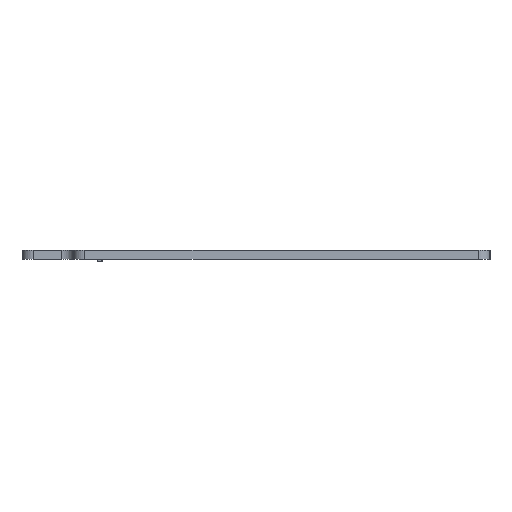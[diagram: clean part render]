
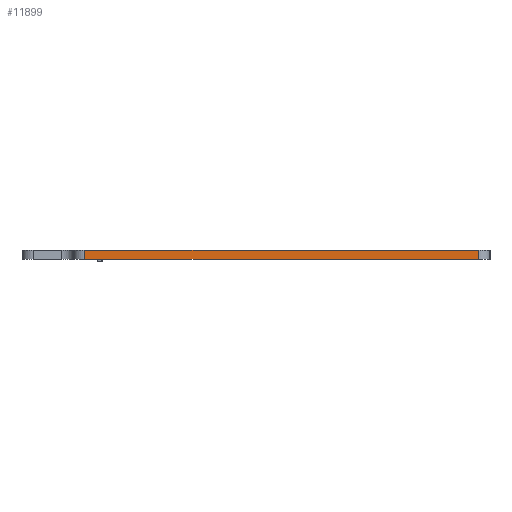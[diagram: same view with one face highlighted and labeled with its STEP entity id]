
A CAD part, left-side view. The second image highlights one B-rep face of the part: STEP entity #11899.
In plain terms, the highlighted planar face has unit normal (-1, 0, 0).
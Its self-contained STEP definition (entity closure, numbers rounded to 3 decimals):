
#2684 = PLANE('',#2685);
#2685 = AXIS2_PLACEMENT_3D('',#2686,#2687,#2688);
#2686 = CARTESIAN_POINT('',(104.25,-9.,1.6));
#2687 = DIRECTION('',(-0.,0.,1.));
#2688 = DIRECTION('',(1.,0.,0.));
#2738 = PLANE('',#2739);
#2739 = AXIS2_PLACEMENT_3D('',#2740,#2741,#2742);
#2740 = CARTESIAN_POINT('',(104.25,-9.,0.));
#2741 = DIRECTION('',(-0.,0.,1.));
#2742 = DIRECTION('',(1.,0.,0.));
#3106 = VERTEX_POINT('',#3107);
#3107 = CARTESIAN_POINT('',(0.,-11.,0.));
#3122 = CYLINDRICAL_SURFACE('',#3123,2.);
#3123 = AXIS2_PLACEMENT_3D('',#3124,#3125,#3126);
#3124 = CARTESIAN_POINT('',(2.,-11.,0.));
#3125 = DIRECTION('',(-0.,-0.,-1.));
#3126 = DIRECTION('',(1.,0.,-0.));
#3134 = EDGE_CURVE('',#3135,#3106,#3137,.T.);
#3135 = VERTEX_POINT('',#3136);
#3136 = CARTESIAN_POINT('',(0.,-80.,0.));
#3137 = SURFACE_CURVE('',#3138,(#3142,#3149),.PCURVE_S1.);
#3138 = LINE('',#3139,#3140);
#3139 = CARTESIAN_POINT('',(0.,-80.,0.));
#3140 = VECTOR('',#3141,1.);
#3141 = DIRECTION('',(0.,1.,0.));
#3142 = PCURVE('',#2738,#3143);
#3143 = DEFINITIONAL_REPRESENTATION('',(#3144),#3148);
#3144 = LINE('',#3145,#3146);
#3145 = CARTESIAN_POINT('',(-104.25,-71.));
#3146 = VECTOR('',#3147,1.);
#3147 = DIRECTION('',(0.,1.));
#3148 = ( GEOMETRIC_REPRESENTATION_CONTEXT(2) 
PARAMETRIC_REPRESENTATION_CONTEXT() REPRESENTATION_CONTEXT('2D SPACE',''
  ) );
#3149 = PCURVE('',#3150,#3155);
#3150 = PLANE('',#3151);
#3151 = AXIS2_PLACEMENT_3D('',#3152,#3153,#3154);
#3152 = CARTESIAN_POINT('',(0.,-80.,0.));
#3153 = DIRECTION('',(-1.,0.,0.));
#3154 = DIRECTION('',(0.,1.,0.));
#3155 = DEFINITIONAL_REPRESENTATION('',(#3156),#3160);
#3156 = LINE('',#3157,#3158);
#3157 = CARTESIAN_POINT('',(0.,0.));
#3158 = VECTOR('',#3159,1.);
#3159 = DIRECTION('',(1.,0.));
#3160 = ( GEOMETRIC_REPRESENTATION_CONTEXT(2) 
PARAMETRIC_REPRESENTATION_CONTEXT() REPRESENTATION_CONTEXT('2D SPACE',''
  ) );
#3179 = CYLINDRICAL_SURFACE('',#3180,2.);
#3180 = AXIS2_PLACEMENT_3D('',#3181,#3182,#3183);
#3181 = CARTESIAN_POINT('',(2.,-80.,0.));
#3182 = DIRECTION('',(-0.,-0.,-1.));
#3183 = DIRECTION('',(1.,0.,-0.));
#7834 = VERTEX_POINT('',#7835);
#7835 = CARTESIAN_POINT('',(0.,-11.,1.6));
#7857 = EDGE_CURVE('',#7858,#7834,#7860,.T.);
#7858 = VERTEX_POINT('',#7859);
#7859 = CARTESIAN_POINT('',(0.,-80.,1.6));
#7860 = SURFACE_CURVE('',#7861,(#7865,#7872),.PCURVE_S1.);
#7861 = LINE('',#7862,#7863);
#7862 = CARTESIAN_POINT('',(0.,-80.,1.6));
#7863 = VECTOR('',#7864,1.);
#7864 = DIRECTION('',(0.,1.,0.));
#7865 = PCURVE('',#2684,#7866);
#7866 = DEFINITIONAL_REPRESENTATION('',(#7867),#7871);
#7867 = LINE('',#7868,#7869);
#7868 = CARTESIAN_POINT('',(-104.25,-71.));
#7869 = VECTOR('',#7870,1.);
#7870 = DIRECTION('',(0.,1.));
#7871 = ( GEOMETRIC_REPRESENTATION_CONTEXT(2) 
PARAMETRIC_REPRESENTATION_CONTEXT() REPRESENTATION_CONTEXT('2D SPACE',''
  ) );
#7872 = PCURVE('',#3150,#7873);
#7873 = DEFINITIONAL_REPRESENTATION('',(#7874),#7878);
#7874 = LINE('',#7875,#7876);
#7875 = CARTESIAN_POINT('',(0.,-1.6));
#7876 = VECTOR('',#7877,1.);
#7877 = DIRECTION('',(1.,0.));
#7878 = ( GEOMETRIC_REPRESENTATION_CONTEXT(2) 
PARAMETRIC_REPRESENTATION_CONTEXT() REPRESENTATION_CONTEXT('2D SPACE',''
  ) );
#11849 = EDGE_CURVE('',#3135,#7858,#11850,.T.);
#11850 = SURFACE_CURVE('',#11851,(#11855,#11862),.PCURVE_S1.);
#11851 = LINE('',#11852,#11853);
#11852 = CARTESIAN_POINT('',(0.,-80.,0.));
#11853 = VECTOR('',#11854,1.);
#11854 = DIRECTION('',(0.,0.,1.));
#11855 = PCURVE('',#3179,#11856);
#11856 = DEFINITIONAL_REPRESENTATION('',(#11857),#11861);
#11857 = LINE('',#11858,#11859);
#11858 = CARTESIAN_POINT('',(-3.142,0.));
#11859 = VECTOR('',#11860,1.);
#11860 = DIRECTION('',(-0.,-1.));
#11861 = ( GEOMETRIC_REPRESENTATION_CONTEXT(2) 
PARAMETRIC_REPRESENTATION_CONTEXT() REPRESENTATION_CONTEXT('2D SPACE',''
  ) );
#11862 = PCURVE('',#3150,#11863);
#11863 = DEFINITIONAL_REPRESENTATION('',(#11864),#11868);
#11864 = LINE('',#11865,#11866);
#11865 = CARTESIAN_POINT('',(0.,0.));
#11866 = VECTOR('',#11867,1.);
#11867 = DIRECTION('',(0.,-1.));
#11868 = ( GEOMETRIC_REPRESENTATION_CONTEXT(2) 
PARAMETRIC_REPRESENTATION_CONTEXT() REPRESENTATION_CONTEXT('2D SPACE',''
  ) );
#11899 = ADVANCED_FACE('',(#11900),#3150,.T.);
#11900 = FACE_BOUND('',#11901,.T.);
#11901 = EDGE_LOOP('',(#11902,#11903,#11904,#11925));
#11902 = ORIENTED_EDGE('',*,*,#11849,.T.);
#11903 = ORIENTED_EDGE('',*,*,#7857,.T.);
#11904 = ORIENTED_EDGE('',*,*,#11905,.F.);
#11905 = EDGE_CURVE('',#3106,#7834,#11906,.T.);
#11906 = SURFACE_CURVE('',#11907,(#11911,#11918),.PCURVE_S1.);
#11907 = LINE('',#11908,#11909);
#11908 = CARTESIAN_POINT('',(0.,-11.,0.));
#11909 = VECTOR('',#11910,1.);
#11910 = DIRECTION('',(0.,0.,1.));
#11911 = PCURVE('',#3150,#11912);
#11912 = DEFINITIONAL_REPRESENTATION('',(#11913),#11917);
#11913 = LINE('',#11914,#11915);
#11914 = CARTESIAN_POINT('',(69.,0.));
#11915 = VECTOR('',#11916,1.);
#11916 = DIRECTION('',(0.,-1.));
#11917 = ( GEOMETRIC_REPRESENTATION_CONTEXT(2) 
PARAMETRIC_REPRESENTATION_CONTEXT() REPRESENTATION_CONTEXT('2D SPACE',''
  ) );
#11918 = PCURVE('',#3122,#11919);
#11919 = DEFINITIONAL_REPRESENTATION('',(#11920),#11924);
#11920 = LINE('',#11921,#11922);
#11921 = CARTESIAN_POINT('',(-3.142,0.));
#11922 = VECTOR('',#11923,1.);
#11923 = DIRECTION('',(-0.,-1.));
#11924 = ( GEOMETRIC_REPRESENTATION_CONTEXT(2) 
PARAMETRIC_REPRESENTATION_CONTEXT() REPRESENTATION_CONTEXT('2D SPACE',''
  ) );
#11925 = ORIENTED_EDGE('',*,*,#3134,.F.);
